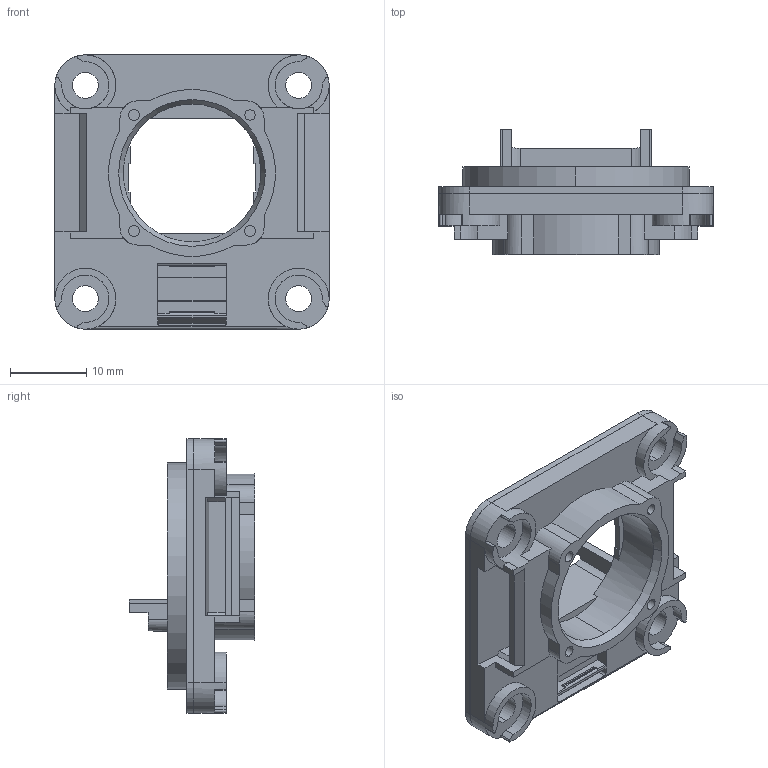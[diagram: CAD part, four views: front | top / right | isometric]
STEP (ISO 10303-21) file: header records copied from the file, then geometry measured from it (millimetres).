
FILE_DESCRIPTION(('Creo Elements/Direct Modeling STEP Export'),'2;1');
FILE_NAME('model.stp','2019-09-06T 4:16:58',(''),(''),'Creo Elements/Direct Modeling STEP processor for AP214 (Solid Model)','Creo Elements/Direct Modeling 20.1A 29-Sep-2018 (C) Parametric Technology GmbH','');
FILE_SCHEMA(('AUTOMOTIVE_DESIGN { 1 0 10303 214 1 1 1 1 }'));
Length unit declared in the file: millimetre
Products named in the file (2): VS-SCRJ-A-TC-IP67
Assembly tree (1 placements, depth 2):
  VS-SCRJ-A-TC-IP67
    VS-SCRJ-A-TC-IP67
Bounding box: 36 x 16.45 x 36 mm (x, y, z)
Volume: 4831 mm3; surface area: 5357.8 mm2
Topology: 1 solids, 1 shells, 239 faces, 656 edges, 436 vertices
Faces by surface type: plane 153, cylinder 81, cone 5
Entity records: 9293 total; most frequent: CARTESIAN_POINT 1388, ORIENTED_EDGE 1312, DIRECTION 1165, EDGE_CURVE 656, VERTEX_POINT 436, VECTOR 429, LINE 429, AXIS2_PLACEMENT_3D 368
